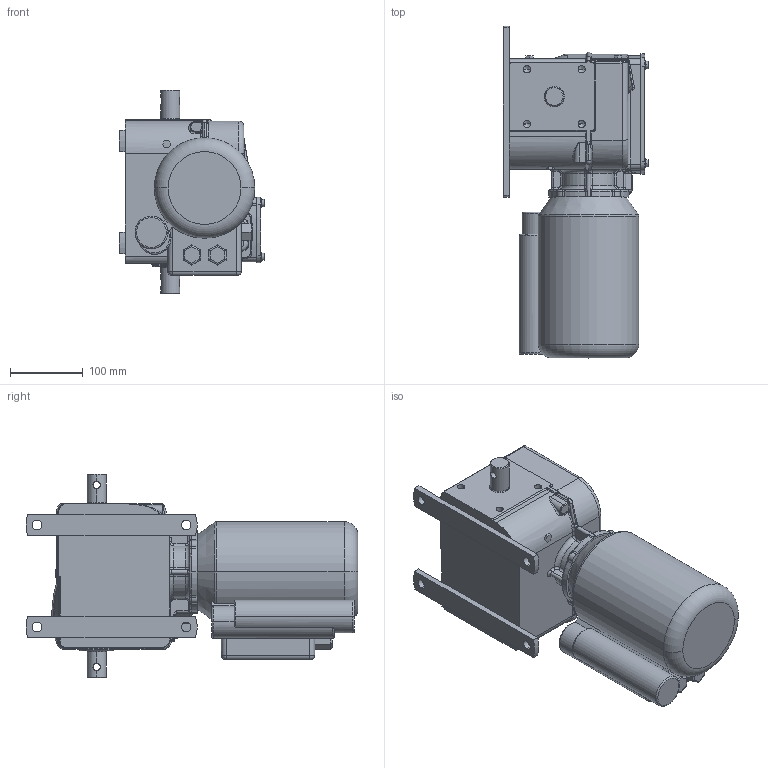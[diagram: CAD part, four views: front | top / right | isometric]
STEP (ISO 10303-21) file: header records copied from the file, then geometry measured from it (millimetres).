
FILE_DESCRIPTION (( 'STEP AP214' ), '1' );
FILE_NAME ('010219928_EWA_52_3D__DE.STEP', '2022-12-20T10:13:58', ( '' ), ( '' ), 'SwSTEP 2.0', 'SolidWorks 2022', '' );
FILE_SCHEMA (( 'AUTOMOTIVE_DESIGN' ));
Length unit declared in the file: millimetre
Products named in the file (3): 010219083_EWA_52_3D__DE; 010219928_EWA_52_3D__DE; 010219329_EWA_52_3D__DE
Assembly tree (2 placements, depth 2):
  010219928_EWA_52_3D__DE
    010219083_EWA_52_3D__DE
    010219329_EWA_52_3D__DE
Bounding box: 199.5 x 455.8 x 280 mm (x, y, z)
Volume: 9911223.7 mm3; surface area: 409204.3 mm2
Topology: 2 solids, 2 shells, 718 faces, 1757 edges, 1031 vertices
Faces by surface type: cylinder 258, bspline 170, plane 156, torus 104, cone 19, sphere 11
Entity records: 30953 total; most frequent: CARTESIAN_POINT 15198, ORIENTED_EDGE 3444, DIRECTION 3073, EDGE_CURVE 1722, AXIS2_PLACEMENT_3D 1239, VERTEX_POINT 1030, EDGE_LOOP 752, ADVANCED_FACE 718
